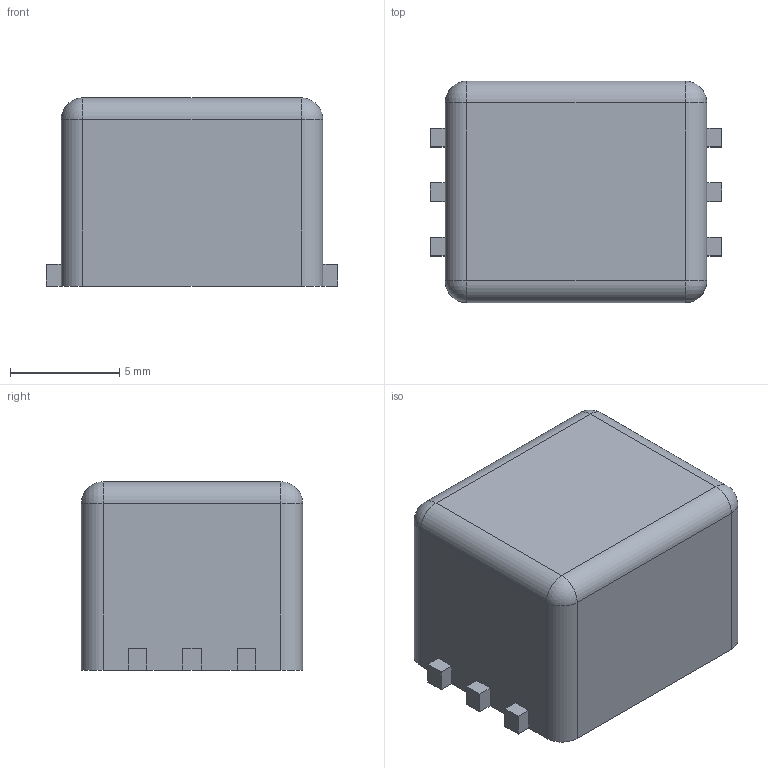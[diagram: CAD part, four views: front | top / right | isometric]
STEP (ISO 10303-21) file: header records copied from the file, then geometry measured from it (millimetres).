
FILE_DESCRIPTION (( 'STEP AP203' ), '1' );
FILE_NAME ('750312367.STEP', '2019-10-14T19:13:51', ( '' ), ( '' ), 'SwSTEP 2.0', 'SolidWorks 2019', '' );
FILE_SCHEMA (( 'CONFIG_CONTROL_DESIGN' ));
Length unit declared in the file: millimetre
Products named in the file (1): 750312367
Bounding box: 13.36 x 10.16 x 8.64 mm (x, y, z)
Volume: 1040.6 mm3; surface area: 606.7 mm2
Topology: 1 solids, 1 shells, 42 faces, 112 edges, 68 vertices
Faces by surface type: plane 30, cylinder 8, sphere 4
Entity records: 1329 total; most frequent: CARTESIAN_POINT 219, ORIENTED_EDGE 216, DIRECTION 210, EDGE_CURVE 108, LINE 92, VECTOR 92, VERTEX_POINT 68, AXIS2_PLACEMENT_3D 59
